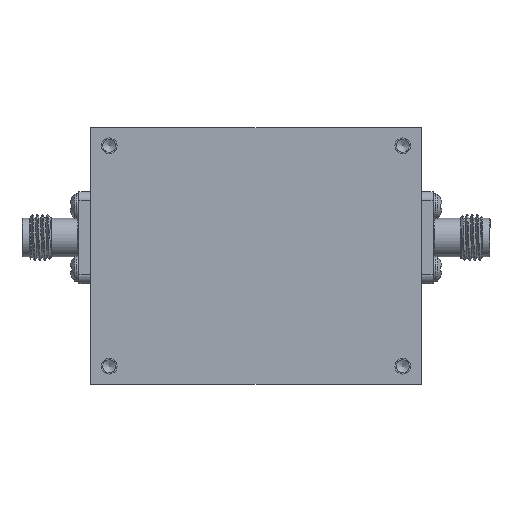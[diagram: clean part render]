
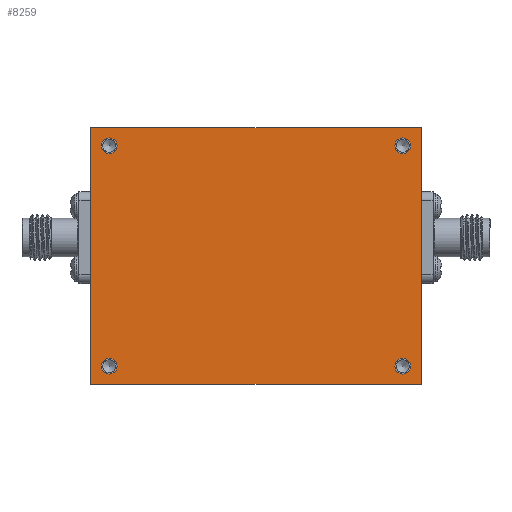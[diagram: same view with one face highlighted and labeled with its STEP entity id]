
A CAD part, front view. The second image highlights one B-rep face of the part: STEP entity #8259.
In plain terms, the highlighted planar face has unit normal (0, -1, 0).
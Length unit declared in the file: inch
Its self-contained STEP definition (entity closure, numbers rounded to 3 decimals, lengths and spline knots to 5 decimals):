
#315 = CARTESIAN_POINT ( 'NONE',  ( 0., -0.265, 0. ) ) ;
#393 = AXIS2_PLACEMENT_3D ( 'NONE', #19415, #17687, #21582 ) ;
#412 = ORIENTED_EDGE ( 'NONE', *, *, #6367, .F. ) ;
#1076 = LINE ( 'NONE', #15088, #17197 ) ;
#2143 = DIRECTION ( 'NONE',  ( 0., -1., 0. ) ) ;
#2418 = EDGE_CURVE ( 'NONE', #4140, #19294, #4896, .T. ) ;
#2808 = DIRECTION ( 'NONE',  ( 0., -1., 0. ) ) ;
#3694 = EDGE_CURVE ( 'NONE', #13602, #4140, #16001, .T. ) ;
#3707 = EDGE_CURVE ( 'NONE', #19294, #21536, #21283, .T. ) ;
#3726 = DIRECTION ( 'NONE',  ( 0., 0., 1. ) ) ;
#4140 = VERTEX_POINT ( 'NONE', #5141 ) ;
#4204 = CARTESIAN_POINT ( 'NONE',  ( 0.8, -0.265, -0.6 ) ) ;
#4296 = VECTOR ( 'NONE', #3726, 39.37008 ) ;
#4896 = LINE ( 'NONE', #18678, #6106 ) ;
#5141 = CARTESIAN_POINT ( 'NONE',  ( -0.9, -0.265, 0.7 ) ) ;
#5345 = CARTESIAN_POINT ( 'NONE',  ( -0.8, -0.265, -0.643 ) ) ;
#5551 = CARTESIAN_POINT ( 'NONE',  ( 0.9, -0.265, 0.7 ) ) ;
#5996 = VERTEX_POINT ( 'NONE', #14949 ) ;
#6106 = VECTOR ( 'NONE', #11779, 39.37008 ) ;
#6367 = EDGE_CURVE ( 'NONE', #19042, #19042, #20475, .T. ) ;
#7190 = FACE_BOUND ( 'NONE', #8591, .T. ) ;
#7317 = AXIS2_PLACEMENT_3D ( 'NONE', #10645, #19829, #17661 ) ;
#7523 = FACE_BOUND ( 'NONE', #15417, .T. ) ;
#7670 = CARTESIAN_POINT ( 'NONE',  ( 0.9, -0.265, 0.7 ) ) ;
#7743 = DIRECTION ( 'NONE',  ( 0., 0., -1. ) ) ;
#8259 = ADVANCED_FACE ( 'NONE', ( #7523, #7190, #16053, #12816, #12586 ), #19604, .T. ) ;
#8591 = EDGE_LOOP ( 'NONE', ( #10550 ) ) ;
#9160 = CIRCLE ( 'NONE', #7317, 0.043 ) ;
#10298 = CARTESIAN_POINT ( 'NONE',  ( 0.8, -0.265, -0.643 ) ) ;
#10343 = ORIENTED_EDGE ( 'NONE', *, *, #2418, .F. ) ;
#10550 = ORIENTED_EDGE ( 'NONE', *, *, #19219, .F. ) ;
#10645 = CARTESIAN_POINT ( 'NONE',  ( -0.8, -0.265, -0.6 ) ) ;
#11308 = ORIENTED_EDGE ( 'NONE', *, *, #11358, .F. ) ;
#11358 = EDGE_CURVE ( 'NONE', #21536, #13602, #1076, .T. ) ;
#11779 = DIRECTION ( 'NONE',  ( 1., 0., 0. ) ) ;
#12340 = CARTESIAN_POINT ( 'NONE',  ( -0.9, -0.265, -0.7 ) ) ;
#12586 = FACE_OUTER_BOUND ( 'NONE', #15388, .T. ) ;
#12816 = FACE_BOUND ( 'NONE', #22216, .T. ) ;
#12907 = EDGE_CURVE ( 'NONE', #5996, #5996, #17524, .T. ) ;
#13133 = CARTESIAN_POINT ( 'NONE',  ( 0.8, -0.265, 0.557 ) ) ;
#13255 = VERTEX_POINT ( 'NONE', #13133 ) ;
#13498 = AXIS2_PLACEMENT_3D ( 'NONE', #15548, #20840, #17270 ) ;
#13602 = VERTEX_POINT ( 'NONE', #12340 ) ;
#14205 = DIRECTION ( 'NONE',  ( 0., 0., -1. ) ) ;
#14949 = CARTESIAN_POINT ( 'NONE',  ( -0.8, -0.265, 0.557 ) ) ;
#15088 = CARTESIAN_POINT ( 'NONE',  ( -0.9, -0.265, -0.7 ) ) ;
#15338 = CARTESIAN_POINT ( 'NONE',  ( 0.9, -0.265, -0.7 ) ) ;
#15388 = EDGE_LOOP ( 'NONE', ( #16368, #10343, #22104, #11308 ) ) ;
#15417 = EDGE_LOOP ( 'NONE', ( #18897 ) ) ;
#15548 = CARTESIAN_POINT ( 'NONE',  ( -0.8, -0.265, 0.6 ) ) ;
#15795 = VERTEX_POINT ( 'NONE', #5345 ) ;
#15959 = ORIENTED_EDGE ( 'NONE', *, *, #16726, .F. ) ;
#16001 = LINE ( 'NONE', #17612, #4296 ) ;
#16053 = FACE_BOUND ( 'NONE', #18847, .T. ) ;
#16368 = ORIENTED_EDGE ( 'NONE', *, *, #3707, .F. ) ;
#16726 = EDGE_CURVE ( 'NONE', #15795, #15795, #9160, .T. ) ;
#17197 = VECTOR ( 'NONE', #22097, 39.37008 ) ;
#17270 = DIRECTION ( 'NONE',  ( 0., 0., -1. ) ) ;
#17524 = CIRCLE ( 'NONE', #13498, 0.043 ) ;
#17612 = CARTESIAN_POINT ( 'NONE',  ( -0.9, -0.265, 0.7 ) ) ;
#17661 = DIRECTION ( 'NONE',  ( 0., 0., -1. ) ) ;
#17687 = DIRECTION ( 'NONE',  ( 0., -1., 0. ) ) ;
#18613 = VECTOR ( 'NONE', #19559, 39.37008 ) ;
#18678 = CARTESIAN_POINT ( 'NONE',  ( -0.9, -0.265, 0.7 ) ) ;
#18847 = EDGE_LOOP ( 'NONE', ( #412 ) ) ;
#18897 = ORIENTED_EDGE ( 'NONE', *, *, #12907, .F. ) ;
#19042 = VERTEX_POINT ( 'NONE', #10298 ) ;
#19219 = EDGE_CURVE ( 'NONE', #13255, #13255, #19838, .T. ) ;
#19294 = VERTEX_POINT ( 'NONE', #7670 ) ;
#19415 = CARTESIAN_POINT ( 'NONE',  ( 0.8, -0.265, 0.6 ) ) ;
#19559 = DIRECTION ( 'NONE',  ( 0., 0., -1. ) ) ;
#19604 = PLANE ( 'NONE',  #21196 ) ;
#19829 = DIRECTION ( 'NONE',  ( 0., -1., 0. ) ) ;
#19838 = CIRCLE ( 'NONE', #393, 0.043 ) ;
#20104 = AXIS2_PLACEMENT_3D ( 'NONE', #4204, #2808, #7743 ) ;
#20475 = CIRCLE ( 'NONE', #20104, 0.043 ) ;
#20840 = DIRECTION ( 'NONE',  ( 0., -1., 0. ) ) ;
#21196 = AXIS2_PLACEMENT_3D ( 'NONE', #315, #2143, #14205 ) ;
#21283 = LINE ( 'NONE', #5551, #18613 ) ;
#21536 = VERTEX_POINT ( 'NONE', #15338 ) ;
#21582 = DIRECTION ( 'NONE',  ( 0., 0., -1. ) ) ;
#22097 = DIRECTION ( 'NONE',  ( -1., 0., 0. ) ) ;
#22104 = ORIENTED_EDGE ( 'NONE', *, *, #3694, .F. ) ;
#22216 = EDGE_LOOP ( 'NONE', ( #15959 ) ) ;
